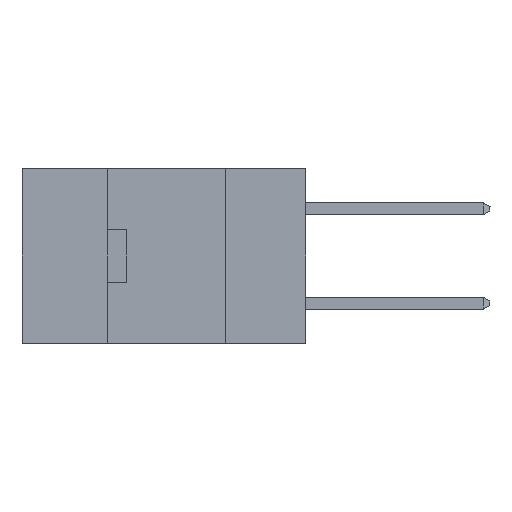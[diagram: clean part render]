
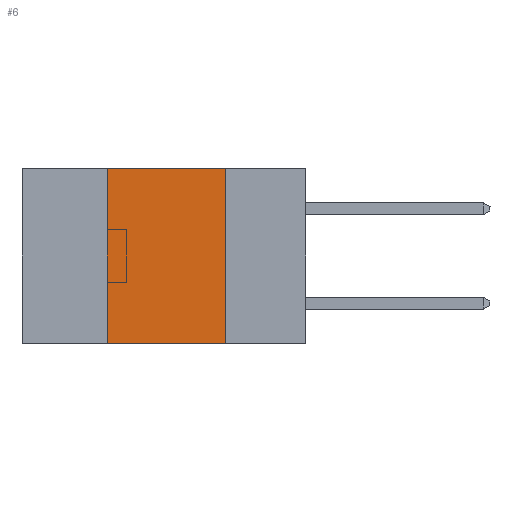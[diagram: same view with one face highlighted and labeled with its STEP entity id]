
A CAD part, left-side view. The second image highlights one B-rep face of the part: STEP entity #6.
In plain terms, the highlighted planar face has unit normal (-1, 0, 0).
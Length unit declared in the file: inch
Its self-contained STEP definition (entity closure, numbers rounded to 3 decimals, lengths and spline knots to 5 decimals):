
#6 = ADVANCED_FACE ( 'NONE', ( #9298 ), #8919, .F. ) ;
#770 = DIRECTION ( 'NONE',  ( 0., 0., -1. ) ) ;
#3763 = CARTESIAN_POINT ( 'NONE',  ( 0., 0.17, 0. ) ) ;
#4672 = LINE ( 'NONE', #25950, #17659 ) ;
#5330 = VECTOR ( 'NONE', #20686, 39.37008 ) ;
#5388 = VERTEX_POINT ( 'NONE', #3763 ) ;
#6234 = DIRECTION ( 'NONE',  ( 0., -1., 0. ) ) ;
#7331 = EDGE_CURVE ( 'NONE', #17346, #19493, #27232, .T. ) ;
#7635 = CARTESIAN_POINT ( 'NONE',  ( 0., 0.6, -0.37 ) ) ;
#8028 = ORIENTED_EDGE ( 'NONE', *, *, #10224, .F. ) ;
#8919 = PLANE ( 'NONE',  #27566 ) ;
#9298 = FACE_OUTER_BOUND ( 'NONE', #23814, .T. ) ;
#9508 = CARTESIAN_POINT ( 'NONE',  ( 0., 0.17, -0.37 ) ) ;
#10036 = ORIENTED_EDGE ( 'NONE', *, *, #7331, .T. ) ;
#10224 = EDGE_CURVE ( 'NONE', #17346, #25843, #27399, .T. ) ;
#10367 = ORIENTED_EDGE ( 'NONE', *, *, #16102, .F. ) ;
#10574 = VECTOR ( 'NONE', #14447, 39.37008 ) ;
#11020 = ORIENTED_EDGE ( 'NONE', *, *, #11636, .F. ) ;
#11054 = CARTESIAN_POINT ( 'NONE',  ( 0., 0.6, 0. ) ) ;
#11206 = LINE ( 'NONE', #9508, #16398 ) ;
#11636 = EDGE_CURVE ( 'NONE', #25843, #5388, #4672, .T. ) ;
#12231 = CARTESIAN_POINT ( 'NONE',  ( 0., 0.42, -0.37 ) ) ;
#13259 = DIRECTION ( 'NONE',  ( 0., 0., -1. ) ) ;
#13652 = CARTESIAN_POINT ( 'NONE',  ( 0., 0.42, 0. ) ) ;
#14447 = DIRECTION ( 'NONE',  ( 0., 0., 1. ) ) ;
#16102 = EDGE_CURVE ( 'NONE', #5388, #19493, #11206, .T. ) ;
#16314 = CARTESIAN_POINT ( 'NONE',  ( 0., 0.17, -0.37 ) ) ;
#16398 = VECTOR ( 'NONE', #770, 39.37008 ) ;
#17346 = VERTEX_POINT ( 'NONE', #24546 ) ;
#17659 = VECTOR ( 'NONE', #6234, 39.37008 ) ;
#19493 = VERTEX_POINT ( 'NONE', #16314 ) ;
#20686 = DIRECTION ( 'NONE',  ( 0., -1., 0. ) ) ;
#23814 = EDGE_LOOP ( 'NONE', ( #10367, #11020, #8028, #10036 ) ) ;
#24546 = CARTESIAN_POINT ( 'NONE',  ( 0., 0.42, -0.37 ) ) ;
#25843 = VERTEX_POINT ( 'NONE', #13652 ) ;
#25950 = CARTESIAN_POINT ( 'NONE',  ( 0., 0.6, 0. ) ) ;
#26442 = DIRECTION ( 'NONE',  ( 1., 0., 0. ) ) ;
#27232 = LINE ( 'NONE', #7635, #5330 ) ;
#27399 = LINE ( 'NONE', #12231, #10574 ) ;
#27566 = AXIS2_PLACEMENT_3D ( 'NONE', #11054, #26442, #13259 ) ;
